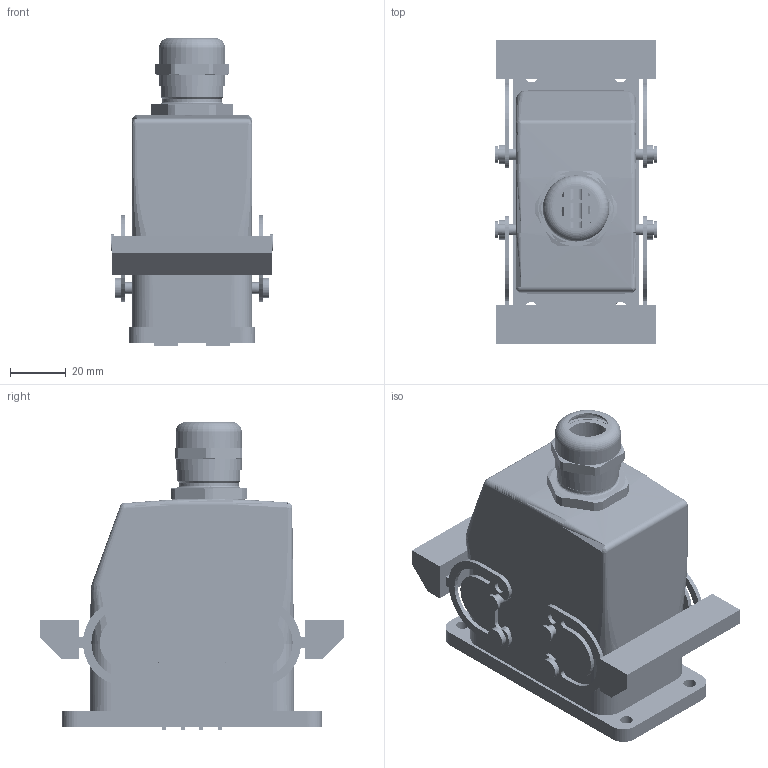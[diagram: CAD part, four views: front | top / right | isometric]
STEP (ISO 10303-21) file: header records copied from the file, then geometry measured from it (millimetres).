
FILE_DESCRIPTION(('CATIA V5 STEP Exchange','CAx-IF Rec.Pracs.--- Model Styling and Organization---1.4--- 2014-01-23'),'2;1');
FILE_NAME ('005099-1_2', '2019-10-29T14:31:58+00:00', ('none'), ('Weidmueller'), 'CATIA Version 5-6 Release 2016 SP3 HF44', 'CATIA V5 STEP AP214', 'none');
FILE_SCHEMA(('AUTOMOTIVE_DESIGN { 1 0 10303 214 1 1 1 1 }'));
Length unit declared in the file: millimetre
Products named in the file (1): 1061740000 
Bounding box: 58 x 109 x 110.22 mm (x, y, z)
Volume: 152358.9 mm3; surface area: 127974.1 mm2
Topology: 1 solids, 25 shells, 7468 faces, 22401 edges, 14732 vertices
Faces by surface type: plane 4793, cylinder 1746, cone 506, torus 253, sphere 76, bspline 66, extrusion 20, revolution 8
Entity records: 255418 total; most frequent: CARTESIAN_POINT 67465, ORIENTED_EDGE 44574, DIRECTION 30087, EDGE_CURVE 22287, VECTOR 15362, LINE 15342, VERTEX_POINT 14732, AXIS2_PLACEMENT_3D 9470
